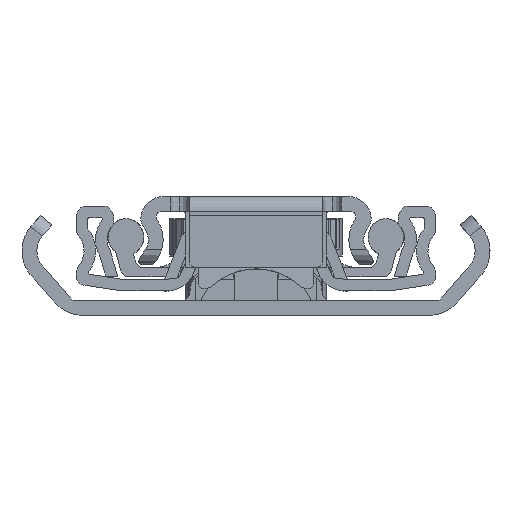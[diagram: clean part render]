
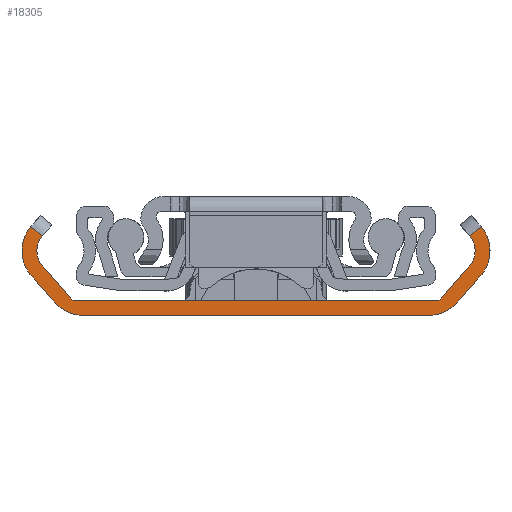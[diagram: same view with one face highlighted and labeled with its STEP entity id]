
A CAD part, left-side view. The second image highlights one B-rep face of the part: STEP entity #18305.
In plain terms, the highlighted planar face has unit normal (-1, 0, 0).
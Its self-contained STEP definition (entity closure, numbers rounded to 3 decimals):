
#81 = DIRECTION ( 'NONE',  ( 1., 0., 0. ) ) ;
#200 = CARTESIAN_POINT ( 'NONE',  ( 0., 28.786, 10.706 ) ) ;
#553 = CARTESIAN_POINT ( 'NONE',  ( 0., 26.325, 8.7 ) ) ;
#607 = EDGE_CURVE ( 'NONE', #15539, #1736, #7047, .T. ) ;
#799 = AXIS2_PLACEMENT_3D ( 'NONE', #2015, #14295, #6355 ) ;
#848 = EDGE_CURVE ( 'NONE', #2698, #3087, #18512, .T. ) ;
#894 = ORIENTED_EDGE ( 'NONE', *, *, #8767, .F. ) ;
#958 = LINE ( 'NONE', #13734, #14574 ) ;
#1736 = VERTEX_POINT ( 'NONE', #7808 ) ;
#2015 = CARTESIAN_POINT ( 'NONE',  ( 0., -26.325, 8.7 ) ) ;
#2027 = DIRECTION ( 'NONE',  ( 0., 0., -1. ) ) ;
#2065 = CARTESIAN_POINT ( 'NONE',  ( 0., -24.994, 2.347 ) ) ;
#2152 = LINE ( 'NONE', #8442, #10145 ) ;
#2350 = DIRECTION ( 'NONE',  ( 0., 0., -1. ) ) ;
#2623 = CIRCLE ( 'NONE', #3616, 5.2 ) ;
#2677 = DIRECTION ( 'NONE',  ( 1., 0., 0. ) ) ;
#2698 = VERTEX_POINT ( 'NONE', #6310 ) ;
#2930 = ORIENTED_EDGE ( 'NONE', *, *, #3627, .T. ) ;
#2979 = EDGE_CURVE ( 'NONE', #11202, #14032, #15619, .T. ) ;
#3087 = VERTEX_POINT ( 'NONE', #9383 ) ;
#3129 = DIRECTION ( 'NONE',  ( 0., 0., -1. ) ) ;
#3373 = DIRECTION ( 'NONE',  ( 0., 1., 0. ) ) ;
#3602 = DIRECTION ( 'NONE',  ( 1., 0., 0. ) ) ;
#3616 = AXIS2_PLACEMENT_3D ( 'NONE', #18843, #81, #15849 ) ;
#3627 = EDGE_CURVE ( 'NONE', #18689, #8757, #19431, .T. ) ;
#3642 = DIRECTION ( 'NONE',  ( 0., 0., -1. ) ) ;
#3665 = VERTEX_POINT ( 'NONE', #19643 ) ;
#3742 = DIRECTION ( 'NONE',  ( 0., -0.653, 0.757 ) ) ;
#3745 = DIRECTION ( 'NONE',  ( -1., 0., 0. ) ) ;
#4022 = VECTOR ( 'NONE', #3742, 1000. ) ;
#4163 = DIRECTION ( 'NONE',  ( 0., 0.766, 0.643 ) ) ;
#4735 = VECTOR ( 'NONE', #6703, 1000. ) ;
#4946 = CARTESIAN_POINT ( 'NONE',  ( 0., 28.405, 6.301 ) ) ;
#4949 = EDGE_CURVE ( 'NONE', #3087, #8757, #10811, .T. ) ;
#5023 = LINE ( 'NONE', #8426, #9672 ) ;
#5075 = EDGE_CURVE ( 'NONE', #11202, #1736, #2152, .T. ) ;
#5134 = CARTESIAN_POINT ( 'NONE',  ( 0., -24.236, 3. ) ) ;
#5298 = EDGE_CURVE ( 'NONE', #18409, #9836, #15534, .T. ) ;
#6310 = CARTESIAN_POINT ( 'NONE',  ( 0., 27.166, 1.803 ) ) ;
#6355 = DIRECTION ( 'NONE',  ( 0., 0., -1. ) ) ;
#6396 = LINE ( 'NONE', #4946, #4735 ) ;
#6525 = EDGE_CURVE ( 'NONE', #9522, #20301, #2623, .T. ) ;
#6662 = AXIS2_PLACEMENT_3D ( 'NONE', #553, #3745, #3642 ) ;
#6703 = DIRECTION ( 'NONE',  ( 0., -0.653, -0.757 ) ) ;
#6835 = LINE ( 'NONE', #18070, #4022 ) ;
#7009 = CARTESIAN_POINT ( 'NONE',  ( 0., 24.236, 3. ) ) ;
#7047 = CIRCLE ( 'NONE', #799, 3.175 ) ;
#7808 = CARTESIAN_POINT ( 'NONE',  ( 0., -28.786, 10.706 ) ) ;
#8081 = CARTESIAN_POINT ( 'NONE',  ( 0., -24.236, 2. ) ) ;
#8302 = CARTESIAN_POINT ( 'NONE',  ( 0., -30.318, 11.991 ) ) ;
#8368 = CARTESIAN_POINT ( 'NONE',  ( 0., 24.236, 2. ) ) ;
#8426 = CARTESIAN_POINT ( 'NONE',  ( 0., 23.229, 0. ) ) ;
#8432 = VERTEX_POINT ( 'NONE', #8704 ) ;
#8442 = CARTESIAN_POINT ( 'NONE',  ( 0., 4.542, -17.26 ) ) ;
#8704 = CARTESIAN_POINT ( 'NONE',  ( 0., 28.405, 6.301 ) ) ;
#8748 = ORIENTED_EDGE ( 'NONE', *, *, #2979, .F. ) ;
#8757 = VERTEX_POINT ( 'NONE', #13525 ) ;
#8767 = EDGE_CURVE ( 'NONE', #16066, #15539, #6835, .T. ) ;
#9237 = EDGE_CURVE ( 'NONE', #13762, #18409, #15214, .T. ) ;
#9383 = CARTESIAN_POINT ( 'NONE',  ( 0., 29.836, 4.898 ) ) ;
#9391 = ORIENTED_EDGE ( 'NONE', *, *, #5298, .F. ) ;
#9466 = ORIENTED_EDGE ( 'NONE', *, *, #17045, .F. ) ;
#9521 = CARTESIAN_POINT ( 'NONE',  ( 0., -28.405, 6.301 ) ) ;
#9522 = VERTEX_POINT ( 'NONE', #12673 ) ;
#9658 = AXIS2_PLACEMENT_3D ( 'NONE', #17150, #12813, #3129 ) ;
#9672 = VECTOR ( 'NONE', #3373, 1000. ) ;
#9758 = ORIENTED_EDGE ( 'NONE', *, *, #4949, .F. ) ;
#9836 = VERTEX_POINT ( 'NONE', #8081 ) ;
#10107 = VECTOR ( 'NONE', #4163, 1000. ) ;
#10145 = VECTOR ( 'NONE', #14731, 1000. ) ;
#10199 = ORIENTED_EDGE ( 'NONE', *, *, #12383, .F. ) ;
#10225 = ORIENTED_EDGE ( 'NONE', *, *, #15893, .F. ) ;
#10312 = CARTESIAN_POINT ( 'NONE',  ( 0., -26.325, 8.7 ) ) ;
#10330 = DIRECTION ( 'NONE',  ( 0., 0.653, -0.757 ) ) ;
#10333 = CIRCLE ( 'NONE', #19237, 5.2 ) ;
#10485 = VECTOR ( 'NONE', #12654, 1000. ) ;
#10811 = CIRCLE ( 'NONE', #18052, 5.175 ) ;
#11119 = ORIENTED_EDGE ( 'NONE', *, *, #15666, .F. ) ;
#11195 = ORIENTED_EDGE ( 'NONE', *, *, #607, .F. ) ;
#11202 = VERTEX_POINT ( 'NONE', #8302 ) ;
#11415 = DIRECTION ( 'NONE',  ( -1., 0., 0. ) ) ;
#11757 = DIRECTION ( 'NONE',  ( 0., 0., -1. ) ) ;
#12100 = CARTESIAN_POINT ( 'NONE',  ( 0., -23.229, 0. ) ) ;
#12281 = EDGE_CURVE ( 'NONE', #20301, #3665, #5023, .T. ) ;
#12383 = EDGE_CURVE ( 'NONE', #9836, #16066, #16589, .T. ) ;
#12654 = DIRECTION ( 'NONE',  ( 0., -1., 0. ) ) ;
#12665 = AXIS2_PLACEMENT_3D ( 'NONE', #10312, #2677, #18464 ) ;
#12673 = CARTESIAN_POINT ( 'NONE',  ( 0., -27.166, 1.803 ) ) ;
#12813 = DIRECTION ( 'NONE',  ( 1., 0., 0. ) ) ;
#13379 = CARTESIAN_POINT ( 'NONE',  ( 0., 23.229, 5.2 ) ) ;
#13525 = CARTESIAN_POINT ( 'NONE',  ( 0., 30.318, 11.991 ) ) ;
#13734 = CARTESIAN_POINT ( 'NONE',  ( 0., -29.836, 4.898 ) ) ;
#13762 = VERTEX_POINT ( 'NONE', #15829 ) ;
#13898 = CIRCLE ( 'NONE', #6662, 3.175 ) ;
#13911 = ORIENTED_EDGE ( 'NONE', *, *, #5075, .T. ) ;
#14032 = VERTEX_POINT ( 'NONE', #19242 ) ;
#14295 = DIRECTION ( 'NONE',  ( -1., 0., 0. ) ) ;
#14574 = VECTOR ( 'NONE', #10330, 1000. ) ;
#14601 = AXIS2_PLACEMENT_3D ( 'NONE', #5134, #11415, #2027 ) ;
#14626 = VECTOR ( 'NONE', #18412, 1000. ) ;
#14719 = DIRECTION ( 'NONE',  ( 0., 0., -1. ) ) ;
#14731 = DIRECTION ( 'NONE',  ( 0., 0.766, -0.643 ) ) ;
#14811 = DIRECTION ( 'NONE',  ( 1., 0., 0. ) ) ;
#15167 = EDGE_LOOP ( 'NONE', ( #11119, #2930, #9758, #18812, #19656, #18841, #17591, #10225, #8748, #13911, #11195, #894, #10199, #9391, #20097, #9466 ) ) ;
#15214 = CIRCLE ( 'NONE', #17195, 1. ) ;
#15534 = LINE ( 'NONE', #17402, #10485 ) ;
#15539 = VERTEX_POINT ( 'NONE', #9521 ) ;
#15600 = PLANE ( 'NONE',  #9658 ) ;
#15619 = CIRCLE ( 'NONE', #12665, 5.175 ) ;
#15666 = EDGE_CURVE ( 'NONE', #18689, #8432, #13898, .T. ) ;
#15829 = CARTESIAN_POINT ( 'NONE',  ( 0., 24.994, 2.347 ) ) ;
#15849 = DIRECTION ( 'NONE',  ( 0., 0., -1. ) ) ;
#15893 = EDGE_CURVE ( 'NONE', #14032, #9522, #958, .T. ) ;
#16066 = VERTEX_POINT ( 'NONE', #2065 ) ;
#16387 = CARTESIAN_POINT ( 'NONE',  ( 0., 26.325, 8.7 ) ) ;
#16589 = CIRCLE ( 'NONE', #14601, 1. ) ;
#17045 = EDGE_CURVE ( 'NONE', #8432, #13762, #6396, .T. ) ;
#17066 = CARTESIAN_POINT ( 'NONE',  ( 0., 29.836, 4.898 ) ) ;
#17150 = CARTESIAN_POINT ( 'NONE',  ( 0., 26.325, 8.7 ) ) ;
#17195 = AXIS2_PLACEMENT_3D ( 'NONE', #7009, #19803, #11757 ) ;
#17402 = CARTESIAN_POINT ( 'NONE',  ( 0., -24.236, 2. ) ) ;
#17591 = ORIENTED_EDGE ( 'NONE', *, *, #6525, .F. ) ;
#18052 = AXIS2_PLACEMENT_3D ( 'NONE', #16387, #3602, #2350 ) ;
#18070 = CARTESIAN_POINT ( 'NONE',  ( 0., -28.405, 6.301 ) ) ;
#18290 = CARTESIAN_POINT ( 'NONE',  ( 0., 26.354, 8.665 ) ) ;
#18305 = ADVANCED_FACE ( 'NONE', ( #20351 ), #15600, .F. ) ;
#18409 = VERTEX_POINT ( 'NONE', #8368 ) ;
#18412 = DIRECTION ( 'NONE',  ( 0., 0.653, 0.757 ) ) ;
#18464 = DIRECTION ( 'NONE',  ( 0., 0., -1. ) ) ;
#18512 = LINE ( 'NONE', #17066, #14626 ) ;
#18689 = VERTEX_POINT ( 'NONE', #200 ) ;
#18812 = ORIENTED_EDGE ( 'NONE', *, *, #848, .F. ) ;
#18841 = ORIENTED_EDGE ( 'NONE', *, *, #12281, .F. ) ;
#18843 = CARTESIAN_POINT ( 'NONE',  ( 0., -23.229, 5.2 ) ) ;
#18882 = EDGE_CURVE ( 'NONE', #3665, #2698, #10333, .T. ) ;
#19237 = AXIS2_PLACEMENT_3D ( 'NONE', #13379, #14811, #14719 ) ;
#19242 = CARTESIAN_POINT ( 'NONE',  ( 0., -29.836, 4.898 ) ) ;
#19431 = LINE ( 'NONE', #18290, #10107 ) ;
#19643 = CARTESIAN_POINT ( 'NONE',  ( 0., 23.229, 0. ) ) ;
#19656 = ORIENTED_EDGE ( 'NONE', *, *, #18882, .F. ) ;
#19803 = DIRECTION ( 'NONE',  ( -1., 0., 0. ) ) ;
#20097 = ORIENTED_EDGE ( 'NONE', *, *, #9237, .F. ) ;
#20301 = VERTEX_POINT ( 'NONE', #12100 ) ;
#20351 = FACE_OUTER_BOUND ( 'NONE', #15167, .T. ) ;
